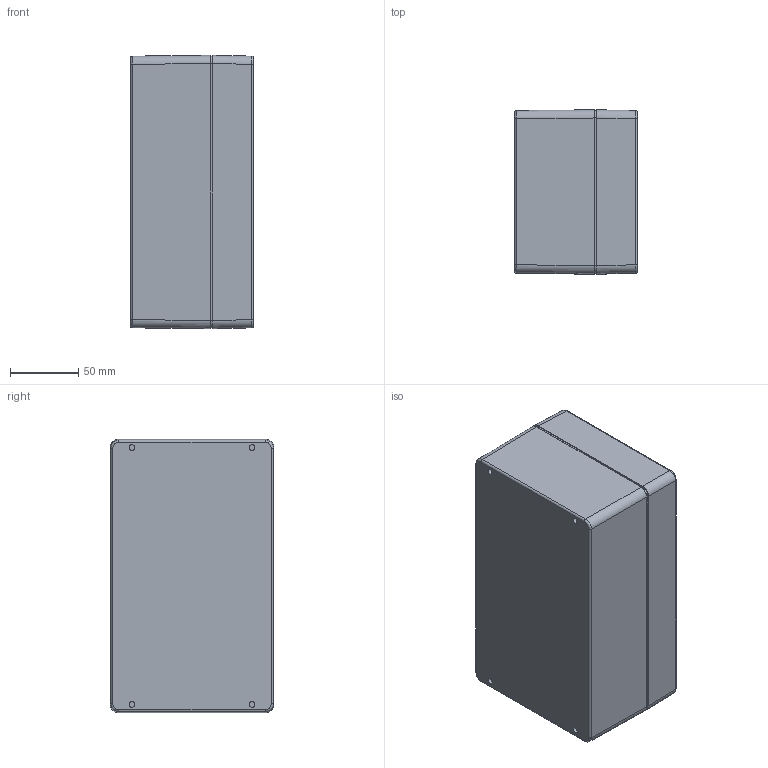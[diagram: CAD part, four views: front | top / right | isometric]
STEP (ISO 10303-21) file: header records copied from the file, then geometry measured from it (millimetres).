
FILE_DESCRIPTION(/* description */ ('ABS-Gehäuse'),/* implementation_level */ '2;1');
FILE_NAME(/* name */ '01201209010-RST.stp',/* time_stamp */ '2021-09-02T13:23:00+02:00',/* author */ ('sl'),/* organization */ (''),/* preprocessor_version */ 'ST-DEVELOPER v16.5',/* originating_system */ 'Autodesk Inventor 2017',/* authorisation */ '');
FILE_SCHEMA (('AUTOMOTIVE_DESIGN { 1 0 10303 214 3 1 1 }'));
Length unit declared in the file: millimetre
Products named in the file (4): 01_201209_010; Deckel-ABS-Gehäuse-21-BT-0002-01_201209_010; UT-ABS-Gehäuse-21-BT-0001-01_201209_010; Schraube-M4x37x10
Assembly tree (6 placements, depth 2):
  01_201209_010
    Deckel-ABS-Gehäuse-21-BT-0002-01_201209_010
    UT-ABS-Gehäuse-21-BT-0001-01_201209_010
    Schraube-M4x37x10  x4
Bounding box: 90 x 120 x 200 mm (x, y, z)
Volume: 374828.1 mm3; surface area: 220177 mm2
Topology: 6 solids, 6 shells, 458 faces, 1044 edges, 650 vertices
Faces by surface type: plane 164, cylinder 150, torus 78, cone 54, bspline 12
Full cylindrical faces by diameter (mm): 2 x2, 2.87 x4, 4 x16, 4.2 x8, 5 x4, 7 x4, 7.2 x4, 7.8 x4
Entity records: 10588 total; most frequent: CARTESIAN_POINT 2129, DIRECTION 1942, ORIENTED_EDGE 1496, AXIS2_PLACEMENT_3D 823, EDGE_CURVE 748, EDGE_LOOP 521, VERTEX_POINT 511, CIRCLE 408
